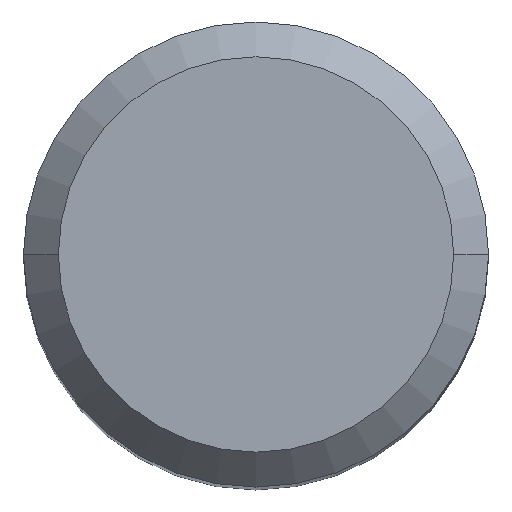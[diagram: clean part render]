
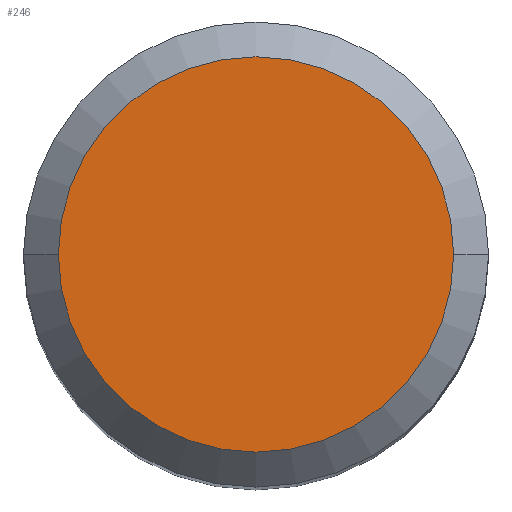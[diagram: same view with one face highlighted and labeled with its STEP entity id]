
A CAD part, top view. The second image highlights one B-rep face of the part: STEP entity #246.
In plain terms, the highlighted planar face has unit normal (0, 0, 1).
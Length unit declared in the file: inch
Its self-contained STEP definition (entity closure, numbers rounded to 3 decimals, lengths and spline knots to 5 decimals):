
#4 = CIRCLE ( 'NONE', #187, 0.20077 ) ;
#30 = VERTEX_POINT ( 'NONE', #484 ) ;
#41 = EDGE_CURVE ( 'NONE', #481, #30, #4, .T. ) ;
#95 = FACE_OUTER_BOUND ( 'NONE', #370, .T. ) ;
#144 = AXIS2_PLACEMENT_3D ( 'NONE', #276, #349, #396 ) ;
#147 = ORIENTED_EDGE ( 'NONE', *, *, #258, .T. ) ;
#149 = CARTESIAN_POINT ( 'NONE',  ( 0., 0., 0. ) ) ;
#171 = DIRECTION ( 'NONE',  ( 0., 0., -1. ) ) ;
#187 = AXIS2_PLACEMENT_3D ( 'NONE', #149, #299, #423 ) ;
#198 = DIRECTION ( 'NONE',  ( -1., 0., 0. ) ) ;
#219 = ORIENTED_EDGE ( 'NONE', *, *, #41, .T. ) ;
#229 = AXIS2_PLACEMENT_3D ( 'NONE', #317, #171, #198 ) ;
#245 = CARTESIAN_POINT ( 'NONE',  ( -0.20077, 0., 0. ) ) ;
#246 = ADVANCED_FACE ( 'NONE', ( #95 ), #393, .F. ) ;
#258 = EDGE_CURVE ( 'NONE', #30, #481, #356, .T. ) ;
#276 = CARTESIAN_POINT ( 'NONE',  ( 0., 0., 0. ) ) ;
#299 = DIRECTION ( 'NONE',  ( 0., 0., 1. ) ) ;
#317 = CARTESIAN_POINT ( 'NONE',  ( 0., 0., 0. ) ) ;
#349 = DIRECTION ( 'NONE',  ( 0., 0., 1. ) ) ;
#356 = CIRCLE ( 'NONE', #144, 0.20077 ) ;
#370 = EDGE_LOOP ( 'NONE', ( #219, #147 ) ) ;
#393 = PLANE ( 'NONE',  #229 ) ;
#396 = DIRECTION ( 'NONE',  ( 1., 0., 0. ) ) ;
#423 = DIRECTION ( 'NONE',  ( 1., 0., 0. ) ) ;
#481 = VERTEX_POINT ( 'NONE', #245 ) ;
#484 = CARTESIAN_POINT ( 'NONE',  ( 0.20077, 0., 0. ) ) ;
